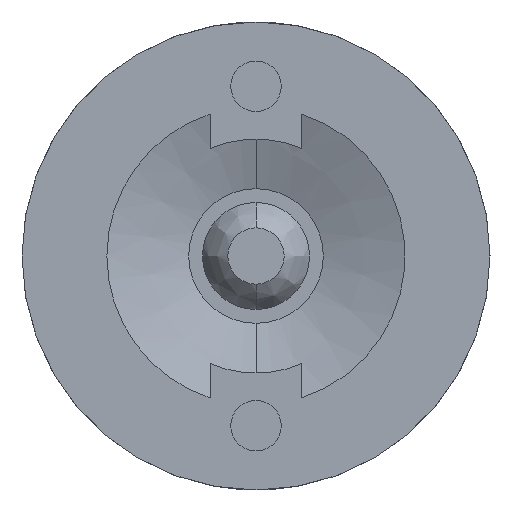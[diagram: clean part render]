
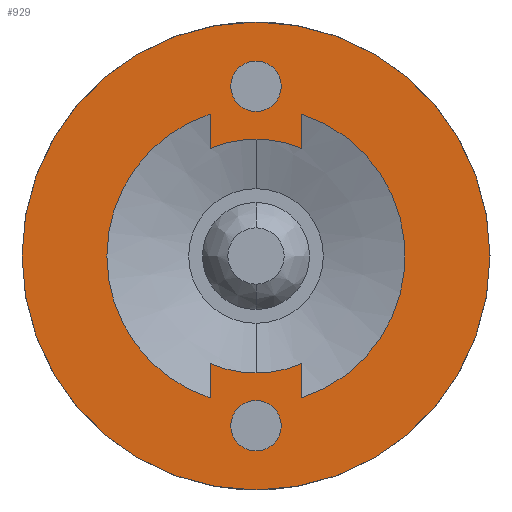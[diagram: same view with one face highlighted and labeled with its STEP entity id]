
A CAD part, front view. The second image highlights one B-rep face of the part: STEP entity #929.
In plain terms, the highlighted planar face has unit normal (0, -1, 0).
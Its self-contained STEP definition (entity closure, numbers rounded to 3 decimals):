
#6 = VERTEX_POINT ( 'NONE', #984 ) ;
#8 = AXIS2_PLACEMENT_3D ( 'NONE', #1223, #1631, #2003 ) ;
#21 = AXIS2_PLACEMENT_3D ( 'NONE', #1719, #684, #2527 ) ;
#30 = EDGE_CURVE ( 'NONE', #2369, #1432, #559, .T. ) ;
#86 = VERTEX_POINT ( 'NONE', #2382 ) ;
#133 = LINE ( 'NONE', #2494, #325 ) ;
#145 = DIRECTION ( 'NONE',  ( 0., -1., 0. ) ) ;
#150 = AXIS2_PLACEMENT_3D ( 'NONE', #2300, #1518, #744 ) ;
#253 = EDGE_CURVE ( 'NONE', #1305, #86, #1147, .T. ) ;
#257 = EDGE_CURVE ( 'NONE', #86, #1971, #2282, .T. ) ;
#292 = VERTEX_POINT ( 'NONE', #1730 ) ;
#300 = EDGE_LOOP ( 'NONE', ( #550, #2191 ) ) ;
#323 = AXIS2_PLACEMENT_3D ( 'NONE', #1507, #510, #1894 ) ;
#325 = VECTOR ( 'NONE', #1124, 1000. ) ;
#345 = ORIENTED_EDGE ( 'NONE', *, *, #1910, .F. ) ;
#358 = VERTEX_POINT ( 'NONE', #970 ) ;
#367 = VERTEX_POINT ( 'NONE', #790 ) ;
#370 = FACE_BOUND ( 'NONE', #300, .T. ) ;
#383 = CARTESIAN_POINT ( 'NONE',  ( 53.084, -95., 53.04 ) ) ;
#403 = DIRECTION ( 'NONE',  ( 0., 0., -1. ) ) ;
#404 = CIRCLE ( 'NONE', #954, 5.5 ) ;
#409 = DIRECTION ( 'NONE',  ( 0., 1., 0. ) ) ;
#410 = ORIENTED_EDGE ( 'NONE', *, *, #724, .F. ) ;
#419 = CARTESIAN_POINT ( 'NONE',  ( 0., -95., 0. ) ) ;
#432 = CARTESIAN_POINT ( 'NONE',  ( 0., -95., -31.5 ) ) ;
#436 = CARTESIAN_POINT ( 'NONE',  ( -51., -95., 0. ) ) ;
#478 = DIRECTION ( 'NONE',  ( 0., 0., -1. ) ) ;
#502 = CARTESIAN_POINT ( 'NONE',  ( 0., -95., 0. ) ) ;
#510 = DIRECTION ( 'NONE',  ( 0., -1., 0. ) ) ;
#520 = AXIS2_PLACEMENT_3D ( 'NONE', #419, #623, #2206 ) ;
#550 = ORIENTED_EDGE ( 'NONE', *, *, #1097, .F. ) ;
#559 = LINE ( 'NONE', #1772, #2301 ) ;
#583 = FACE_BOUND ( 'NONE', #1081, .T. ) ;
#592 = DIRECTION ( 'NONE',  ( 0., -1., 0. ) ) ;
#623 = DIRECTION ( 'NONE',  ( 0., -1., 0. ) ) ;
#681 = DIRECTION ( 'NONE',  ( 0., -1., 0. ) ) ;
#684 = DIRECTION ( 'NONE',  ( 0., -1., 0. ) ) ;
#704 = DIRECTION ( 'NONE',  ( 0., -1., 0. ) ) ;
#720 = CARTESIAN_POINT ( 'NONE',  ( 0., -95., 37. ) ) ;
#723 = ORIENTED_EDGE ( 'NONE', *, *, #1403, .F. ) ;
#724 = EDGE_CURVE ( 'NONE', #1270, #367, #1146, .T. ) ;
#744 = DIRECTION ( 'NONE',  ( -1., 0., 0. ) ) ;
#771 = AXIS2_PLACEMENT_3D ( 'NONE', #383, #409, #1805 ) ;
#790 = CARTESIAN_POINT ( 'NONE',  ( 0., -95., 42.5 ) ) ;
#825 = VECTOR ( 'NONE', #2130, 1000. ) ;
#854 = DIRECTION ( 'NONE',  ( 0., -1., 0. ) ) ;
#865 = DIRECTION ( 'NONE',  ( 0., 0., 1. ) ) ;
#904 = DIRECTION ( 'NONE',  ( 0., 0., 1. ) ) ;
#926 = VERTEX_POINT ( 'NONE', #1766 ) ;
#929 = ADVANCED_FACE ( 'NONE', ( #583, #370, #1366, #2210 ), #2575, .F. ) ;
#930 = ORIENTED_EDGE ( 'NONE', *, *, #253, .F. ) ;
#946 = DIRECTION ( 'NONE',  ( 0., -1., 0. ) ) ;
#951 = CIRCLE ( 'NONE', #150, 51. ) ;
#954 = AXIS2_PLACEMENT_3D ( 'NONE', #1252, #681, #865 ) ;
#955 = EDGE_CURVE ( 'NONE', #1170, #6, #1151, .T. ) ;
#970 = CARTESIAN_POINT ( 'NONE',  ( -10., -95., -23.457 ) ) ;
#984 = CARTESIAN_POINT ( 'NONE',  ( -10., -95., -30.923 ) ) ;
#1005 = ORIENTED_EDGE ( 'NONE', *, *, #1481, .F. ) ;
#1024 = CARTESIAN_POINT ( 'NONE',  ( 10., -95., 23.457 ) ) ;
#1047 = VERTEX_POINT ( 'NONE', #432 ) ;
#1071 = EDGE_LOOP ( 'NONE', ( #2359, #1795 ) ) ;
#1081 = EDGE_LOOP ( 'NONE', ( #410, #1659 ) ) ;
#1097 = EDGE_CURVE ( 'NONE', #1047, #1673, #1863, .T. ) ;
#1124 = DIRECTION ( 'NONE',  ( 0., 0., -1. ) ) ;
#1125 = EDGE_CURVE ( 'NONE', #367, #1270, #1234, .T. ) ;
#1146 = CIRCLE ( 'NONE', #1477, 5.5 ) ;
#1147 = CIRCLE ( 'NONE', #21, 25.5 ) ;
#1151 = CIRCLE ( 'NONE', #2534, 32.5 ) ;
#1169 = ORIENTED_EDGE ( 'NONE', *, *, #257, .F. ) ;
#1170 = VERTEX_POINT ( 'NONE', #2511 ) ;
#1176 = EDGE_CURVE ( 'NONE', #1971, #1170, #1313, .T. ) ;
#1223 = CARTESIAN_POINT ( 'NONE',  ( 0., -95., 0. ) ) ;
#1234 = CIRCLE ( 'NONE', #2123, 5.5 ) ;
#1252 = CARTESIAN_POINT ( 'NONE',  ( 0., -95., -37. ) ) ;
#1256 = DIRECTION ( 'NONE',  ( 0., 0., -1. ) ) ;
#1270 = VERTEX_POINT ( 'NONE', #1652 ) ;
#1305 = VERTEX_POINT ( 'NONE', #1024 ) ;
#1313 = CIRCLE ( 'NONE', #520, 32.5 ) ;
#1335 = CIRCLE ( 'NONE', #8, 51. ) ;
#1345 = CARTESIAN_POINT ( 'NONE',  ( 10., -95., -23.457 ) ) ;
#1351 = ORIENTED_EDGE ( 'NONE', *, *, #1176, .F. ) ;
#1354 = CIRCLE ( 'NONE', #2584, 25.5 ) ;
#1366 = FACE_BOUND ( 'NONE', #2153, .T. ) ;
#1368 = ORIENTED_EDGE ( 'NONE', *, *, #30, .F. ) ;
#1378 = DIRECTION ( 'NONE',  ( -1., 0., 0. ) ) ;
#1384 = CARTESIAN_POINT ( 'NONE',  ( 0., -95., -42.5 ) ) ;
#1391 = AXIS2_PLACEMENT_3D ( 'NONE', #502, #704, #2126 ) ;
#1403 = EDGE_CURVE ( 'NONE', #292, #1305, #133, .T. ) ;
#1404 = VERTEX_POINT ( 'NONE', #1922 ) ;
#1432 = VERTEX_POINT ( 'NONE', #2530 ) ;
#1462 = LINE ( 'NONE', #1491, #825 ) ;
#1467 = VECTOR ( 'NONE', #904, 1000. ) ;
#1477 = AXIS2_PLACEMENT_3D ( 'NONE', #1812, #2294, #1622 ) ;
#1481 = EDGE_CURVE ( 'NONE', #358, #1404, #1354, .T. ) ;
#1484 = EDGE_CURVE ( 'NONE', #2514, #926, #951, .T. ) ;
#1491 = CARTESIAN_POINT ( 'NONE',  ( -10., -95., 0. ) ) ;
#1507 = CARTESIAN_POINT ( 'NONE',  ( 0., -95., -37. ) ) ;
#1518 = DIRECTION ( 'NONE',  ( 0., -1., 0. ) ) ;
#1579 = CARTESIAN_POINT ( 'NONE',  ( 0., -95., 0. ) ) ;
#1622 = DIRECTION ( 'NONE',  ( 0., 0., -1. ) ) ;
#1631 = DIRECTION ( 'NONE',  ( 0., -1., 0. ) ) ;
#1652 = CARTESIAN_POINT ( 'NONE',  ( 0., -95., 31.5 ) ) ;
#1659 = ORIENTED_EDGE ( 'NONE', *, *, #1125, .F. ) ;
#1673 = VERTEX_POINT ( 'NONE', #1384 ) ;
#1713 = EDGE_CURVE ( 'NONE', #1432, #292, #1994, .T. ) ;
#1719 = CARTESIAN_POINT ( 'NONE',  ( 0., -95., 0. ) ) ;
#1730 = CARTESIAN_POINT ( 'NONE',  ( 10., -95., 30.923 ) ) ;
#1766 = CARTESIAN_POINT ( 'NONE',  ( 51., -95., 0. ) ) ;
#1772 = CARTESIAN_POINT ( 'NONE',  ( 10., -95., 0. ) ) ;
#1795 = ORIENTED_EDGE ( 'NONE', *, *, #2539, .T. ) ;
#1805 = DIRECTION ( 'NONE',  ( 0., 0., -1. ) ) ;
#1812 = CARTESIAN_POINT ( 'NONE',  ( 0., -95., 37. ) ) ;
#1863 = CIRCLE ( 'NONE', #323, 5.5 ) ;
#1882 = CARTESIAN_POINT ( 'NONE',  ( -10., -95., 0. ) ) ;
#1894 = DIRECTION ( 'NONE',  ( 0., 0., 1. ) ) ;
#1910 = EDGE_CURVE ( 'NONE', #1404, #2369, #2041, .T. ) ;
#1922 = CARTESIAN_POINT ( 'NONE',  ( 0., -95., -25.5 ) ) ;
#1925 = DIRECTION ( 'NONE',  ( 0., 0., -1. ) ) ;
#1963 = EDGE_CURVE ( 'NONE', #6, #358, #1462, .T. ) ;
#1964 = ORIENTED_EDGE ( 'NONE', *, *, #1713, .F. ) ;
#1971 = VERTEX_POINT ( 'NONE', #2309 ) ;
#1994 = CIRCLE ( 'NONE', #1391, 32.5 ) ;
#2003 = DIRECTION ( 'NONE',  ( -1., 0., 0. ) ) ;
#2015 = ORIENTED_EDGE ( 'NONE', *, *, #1963, .F. ) ;
#2041 = CIRCLE ( 'NONE', #2252, 25.5 ) ;
#2123 = AXIS2_PLACEMENT_3D ( 'NONE', #720, #145, #1925 ) ;
#2126 = DIRECTION ( 'NONE',  ( -1., 0., 0. ) ) ;
#2130 = DIRECTION ( 'NONE',  ( 0., 0., 1. ) ) ;
#2141 = CARTESIAN_POINT ( 'NONE',  ( 0., -95., 0. ) ) ;
#2153 = EDGE_LOOP ( 'NONE', ( #930, #723, #1964, #1368, #345, #1005, #2015, #2437, #1351, #1169 ) ) ;
#2191 = ORIENTED_EDGE ( 'NONE', *, *, #2317, .F. ) ;
#2206 = DIRECTION ( 'NONE',  ( -1., 0., 0. ) ) ;
#2210 = FACE_OUTER_BOUND ( 'NONE', #1071, .T. ) ;
#2218 = CARTESIAN_POINT ( 'NONE',  ( 0., -95., 0. ) ) ;
#2252 = AXIS2_PLACEMENT_3D ( 'NONE', #2218, #854, #1256 ) ;
#2282 = LINE ( 'NONE', #1882, #1467 ) ;
#2294 = DIRECTION ( 'NONE',  ( 0., -1., 0. ) ) ;
#2300 = CARTESIAN_POINT ( 'NONE',  ( 0., -95., 0. ) ) ;
#2301 = VECTOR ( 'NONE', #403, 1000. ) ;
#2309 = CARTESIAN_POINT ( 'NONE',  ( -10., -95., 30.923 ) ) ;
#2317 = EDGE_CURVE ( 'NONE', #1673, #1047, #404, .T. ) ;
#2359 = ORIENTED_EDGE ( 'NONE', *, *, #1484, .T. ) ;
#2369 = VERTEX_POINT ( 'NONE', #1345 ) ;
#2382 = CARTESIAN_POINT ( 'NONE',  ( -10., -95., 23.457 ) ) ;
#2437 = ORIENTED_EDGE ( 'NONE', *, *, #955, .F. ) ;
#2494 = CARTESIAN_POINT ( 'NONE',  ( 10., -95., 0. ) ) ;
#2511 = CARTESIAN_POINT ( 'NONE',  ( -32.5, -95., 0. ) ) ;
#2514 = VERTEX_POINT ( 'NONE', #436 ) ;
#2527 = DIRECTION ( 'NONE',  ( -1., 0., 0. ) ) ;
#2530 = CARTESIAN_POINT ( 'NONE',  ( 10., -95., -30.923 ) ) ;
#2534 = AXIS2_PLACEMENT_3D ( 'NONE', #1579, #592, #1378 ) ;
#2539 = EDGE_CURVE ( 'NONE', #926, #2514, #1335, .T. ) ;
#2575 = PLANE ( 'NONE',  #771 ) ;
#2584 = AXIS2_PLACEMENT_3D ( 'NONE', #2141, #946, #478 ) ;
